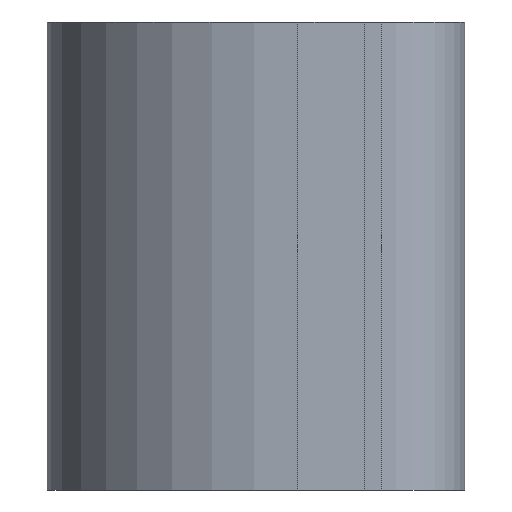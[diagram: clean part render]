
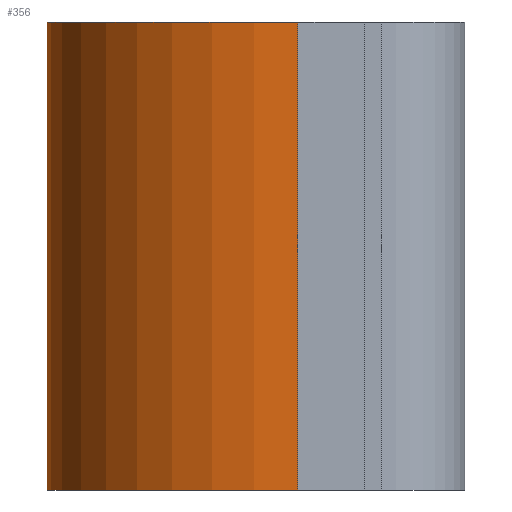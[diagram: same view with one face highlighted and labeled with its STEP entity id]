
A CAD part, left-side view. The second image highlights one B-rep face of the part: STEP entity #356.
In plain terms, the highlighted cylindrical face has radius 7.5 mm (diameter 15 mm), a partial arc.
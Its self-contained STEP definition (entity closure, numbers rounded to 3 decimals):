
#3 = DIRECTION ( 'NONE',  ( 0., 0., -1. ) ) ;
#20 = EDGE_LOOP ( 'NONE', ( #135, #309, #197, #327 ) ) ;
#34 = VERTEX_POINT ( 'NONE', #44 ) ;
#36 = EDGE_CURVE ( 'NONE', #250, #34, #283, .T. ) ;
#40 = LINE ( 'NONE', #502, #597 ) ;
#44 = CARTESIAN_POINT ( 'NONE',  ( -14.5, 5., -7. ) ) ;
#51 = CARTESIAN_POINT ( 'NONE',  ( -14.5, 5., 7. ) ) ;
#105 = DIRECTION ( 'NONE',  ( -1., 0., 0. ) ) ;
#135 = ORIENTED_EDGE ( 'NONE', *, *, #262, .T. ) ;
#146 = DIRECTION ( 'NONE',  ( 0., 0., 1. ) ) ;
#166 = VECTOR ( 'NONE', #481, 1000. ) ;
#185 = EDGE_CURVE ( 'NONE', #250, #499, #637, .T. ) ;
#189 = CARTESIAN_POINT ( 'NONE',  ( -22., 5., 7. ) ) ;
#197 = ORIENTED_EDGE ( 'NONE', *, *, #185, .F. ) ;
#225 = AXIS2_PLACEMENT_3D ( 'NONE', #540, #3, #105 ) ;
#241 = CARTESIAN_POINT ( 'NONE',  ( -14.5, 5., 7. ) ) ;
#250 = VERTEX_POINT ( 'NONE', #241 ) ;
#252 = FACE_OUTER_BOUND ( 'NONE', #20, .T. ) ;
#262 = EDGE_CURVE ( 'NONE', #34, #616, #634, .T. ) ;
#283 = LINE ( 'NONE', #51, #166 ) ;
#297 = CARTESIAN_POINT ( 'NONE',  ( -22., 5., -7. ) ) ;
#309 = ORIENTED_EDGE ( 'NONE', *, *, #312, .F. ) ;
#312 = EDGE_CURVE ( 'NONE', #499, #616, #40, .T. ) ;
#323 = AXIS2_PLACEMENT_3D ( 'NONE', #297, #146, #446 ) ;
#327 = ORIENTED_EDGE ( 'NONE', *, *, #36, .T. ) ;
#356 = ADVANCED_FACE ( 'NONE', ( #252 ), #599, .T. ) ;
#357 = DIRECTION ( 'NONE',  ( 0., 0., -1. ) ) ;
#392 = DIRECTION ( 'NONE',  ( 0., 0., 1. ) ) ;
#446 = DIRECTION ( 'NONE',  ( 1., 0., 0. ) ) ;
#466 = CARTESIAN_POINT ( 'NONE',  ( -29.5, 5., 7. ) ) ;
#481 = DIRECTION ( 'NONE',  ( 0., 0., -1. ) ) ;
#499 = VERTEX_POINT ( 'NONE', #466 ) ;
#502 = CARTESIAN_POINT ( 'NONE',  ( -29.5, 5., 7. ) ) ;
#507 = CARTESIAN_POINT ( 'NONE',  ( -29.5, 5., -7. ) ) ;
#523 = DIRECTION ( 'NONE',  ( 1., 0., 0. ) ) ;
#525 = AXIS2_PLACEMENT_3D ( 'NONE', #189, #392, #523 ) ;
#540 = CARTESIAN_POINT ( 'NONE',  ( -22., 5., 7. ) ) ;
#597 = VECTOR ( 'NONE', #357, 1000. ) ;
#599 = CYLINDRICAL_SURFACE ( 'NONE', #225, 7.5 ) ;
#616 = VERTEX_POINT ( 'NONE', #507 ) ;
#634 = CIRCLE ( 'NONE', #323, 7.5 ) ;
#637 = CIRCLE ( 'NONE', #525, 7.5 ) ;
